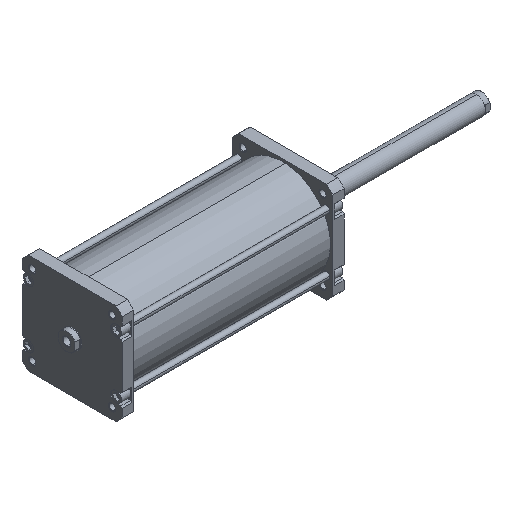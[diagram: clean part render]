
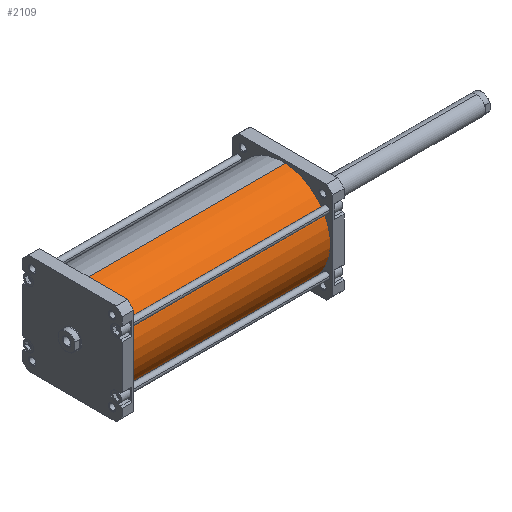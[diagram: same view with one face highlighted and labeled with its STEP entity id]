
A CAD part, isometric view. The second image highlights one B-rep face of the part: STEP entity #2109.
In plain terms, the highlighted cylindrical face has radius 105 mm (diameter 210 mm), a partial arc.
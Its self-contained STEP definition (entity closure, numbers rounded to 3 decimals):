
#736 = EDGE_CURVE ( 'NONE', #2015, #2016, #2321, .T. ) ;
#737 = EDGE_CURVE ( 'NONE', #2015, #2017, #2317, .T. ) ;
#738 = EDGE_CURVE ( 'NONE', #2016, #2018, #2320, .T. ) ;
#750 = EDGE_CURVE ( 'NONE', #2017, #2018, #2340, .T. ) ;
#1294 = ORIENTED_EDGE ( 'NONE', *, *, #737, .T. ) ;
#1407 = ORIENTED_EDGE ( 'NONE', *, *, #738, .F. ) ;
#1433 = ORIENTED_EDGE ( 'NONE', *, *, #736, .F. ) ;
#1438 = ORIENTED_EDGE ( 'NONE', *, *, #750, .T. ) ;
#1672 = EDGE_LOOP ( 'NONE', ( #1407, #1433, #1294, #1438 ) ) ;
#2015 = VERTEX_POINT ( 'NONE', #4784 ) ;
#2016 = VERTEX_POINT ( 'NONE', #4785 ) ;
#2017 = VERTEX_POINT ( 'NONE', #4786 ) ;
#2018 = VERTEX_POINT ( 'NONE', #4787 ) ;
#2047 = DIRECTION ( 'NONE',  ( 1., 0., 0. ) ) ;
#2053 = DIRECTION ( 'NONE',  ( 0., 0., 1. ) ) ;
#2056 = CARTESIAN_POINT ( 'NONE',  ( -105., 0., 437. ) ) ;
#2063 = DIRECTION ( 'NONE',  ( 0., 0., -1. ) ) ;
#2071 = DIRECTION ( 'NONE',  ( 0., 0., 1. ) ) ;
#2072 = DIRECTION ( 'NONE',  ( 0., 0., -1. ) ) ;
#2078 = CARTESIAN_POINT ( 'NONE',  ( 0., 0., 0. ) ) ;
#2086 = DIRECTION ( 'NONE',  ( 1., 0., 0. ) ) ;
#2088 = CARTESIAN_POINT ( 'NONE',  ( 105., 0., 437. ) ) ;
#2090 = CARTESIAN_POINT ( 'NONE',  ( 0., 0., 437. ) ) ;
#2109 = ADVANCED_FACE ( 'NONE', ( #3035 ), #3038, .T. ) ;
#2317 = LINE ( 'NONE', #2056, #2318 ) ;
#2318 = VECTOR ( 'NONE', #2063, 1000. ) ;
#2320 = LINE ( 'NONE', #2088, #2322 ) ;
#2321 = CIRCLE ( 'NONE', #6185, 105. ) ;
#2322 = VECTOR ( 'NONE', #2072, 1000. ) ;
#2340 = CIRCLE ( 'NONE', #6194, 105. ) ;
#3035 = FACE_OUTER_BOUND ( 'NONE', #1672, .T. ) ;
#3038 = CYLINDRICAL_SURFACE ( 'NONE', #3416, 105. ) ;
#3416 = AXIS2_PLACEMENT_3D ( 'NONE', #4891, #4890, #4889 ) ;
#4784 = CARTESIAN_POINT ( 'NONE',  ( -105., 0., 437. ) ) ;
#4785 = CARTESIAN_POINT ( 'NONE',  ( 105., 0., 437. ) ) ;
#4786 = CARTESIAN_POINT ( 'NONE',  ( -105., 0., 0. ) ) ;
#4787 = CARTESIAN_POINT ( 'NONE',  ( 105., 0., 0. ) ) ;
#4889 = DIRECTION ( 'NONE',  ( -1., 0., 0. ) ) ;
#4890 = DIRECTION ( 'NONE',  ( 0., 0., -1. ) ) ;
#4891 = CARTESIAN_POINT ( 'NONE',  ( 0., 0., 437. ) ) ;
#6185 = AXIS2_PLACEMENT_3D ( 'NONE', #2090, #2071, #2047 ) ;
#6194 = AXIS2_PLACEMENT_3D ( 'NONE', #2078, #2053, #2086 ) ;
